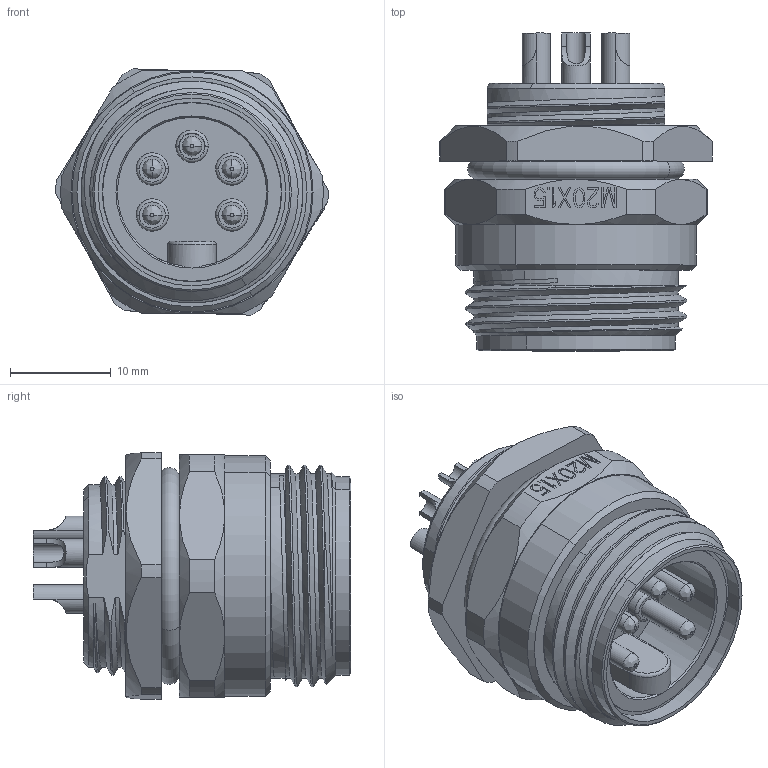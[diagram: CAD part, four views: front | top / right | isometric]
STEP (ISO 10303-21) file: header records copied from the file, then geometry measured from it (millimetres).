
FILE_DESCRIPTION((''),'2;1');
FILE_NAME('7_8-M05-BK-M20_SW0001','2024-03-20T',('13288'),(''),'PRO/ENGINEER BY PARAMETRIC TECHNOLOGY CORPORATION, 2012480','PRO/ENGINEER BY PARAMETRIC TECHNOLOGY CORPORATION, 2012480','');
FILE_SCHEMA(('CONFIG_CONTROL_DESIGN'));
Length unit declared in the file: inch
Products named in the file (1): 7_8-M05-BK-M20_SW0001
Bounding box: 27 x 31.5 x 24.42 mm (x, y, z)
Volume: 8865.5 mm3; surface area: 6034.2 mm2
Topology: 1 solids, 1 shells, 566 faces, 1640 edges, 1099 vertices
Faces by surface type: plane 369, cylinder 105, bspline 42, cone 35, torus 14, extrusion 1
Entity records: 22641 total; most frequent: CARTESIAN_POINT 7968, ORIENTED_EDGE 3260, DIRECTION 2744, EDGE_CURVE 1630, VECTOR 1106, LINE 1105, VERTEX_POINT 1099, AXIS2_PLACEMENT_3D 819
